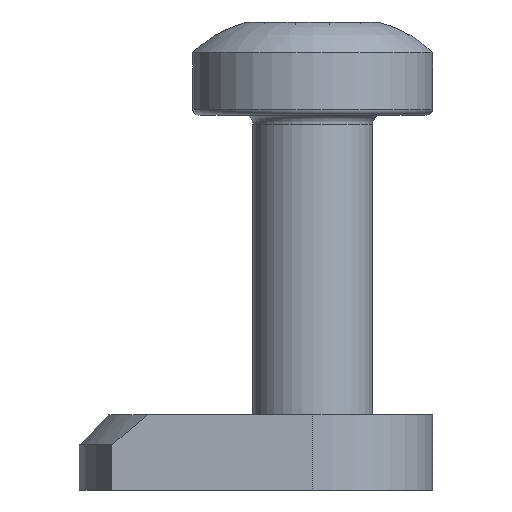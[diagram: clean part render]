
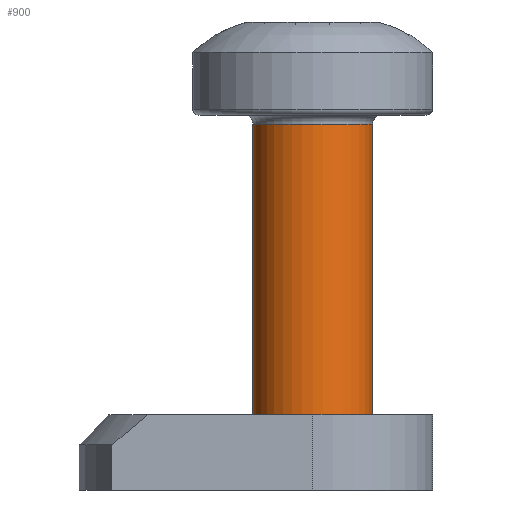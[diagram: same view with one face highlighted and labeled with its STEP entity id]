
A CAD part, left-side view. The second image highlights one B-rep face of the part: STEP entity #900.
In plain terms, the highlighted cylindrical face has radius 2 mm (diameter 4 mm), a full revolution.
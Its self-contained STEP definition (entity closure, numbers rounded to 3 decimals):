
#63=CYLINDRICAL_SURFACE('',#1002,2.);
#335=ORIENTED_EDGE('',*,*,#547,.F.);
#336=ORIENTED_EDGE('',*,*,#546,.T.);
#546=EDGE_CURVE('',#657,#657,#709,.T.);
#547=EDGE_CURVE('',#658,#658,#710,.T.);
#657=VERTEX_POINT('',#1461);
#658=VERTEX_POINT('',#1464);
#709=CIRCLE('',#1001,2.);
#710=CIRCLE('',#1003,2.);
#746=EDGE_LOOP('',(#335));
#747=EDGE_LOOP('',(#336));
#810=FACE_BOUND('',#746,.T.);
#811=FACE_BOUND('',#747,.T.);
#900=ADVANCED_FACE('',(#810,#811),#63,.T.);
#1001=AXIS2_PLACEMENT_3D('',#1460,#1166,#1167);
#1002=AXIS2_PLACEMENT_3D('',#1462,#1168,#1169);
#1003=AXIS2_PLACEMENT_3D('',#1463,#1170,#1171);
#1166=DIRECTION('',(1.,0.,0.));
#1167=DIRECTION('',(0.,0.,-1.));
#1168=DIRECTION('',(1.,0.,0.));
#1169=DIRECTION('',(0.,0.,-1.));
#1170=DIRECTION('',(1.,0.,0.));
#1171=DIRECTION('',(0.,0.,-1.));
#1460=CARTESIAN_POINT('',(0.3,0.,0.));
#1461=CARTESIAN_POINT('',(0.3,0.,-2.));
#1462=CARTESIAN_POINT('',(12.,0.,0.));
#1463=CARTESIAN_POINT('',(11.571,0.,0.));
#1464=CARTESIAN_POINT('',(11.571,0.,-2.));
